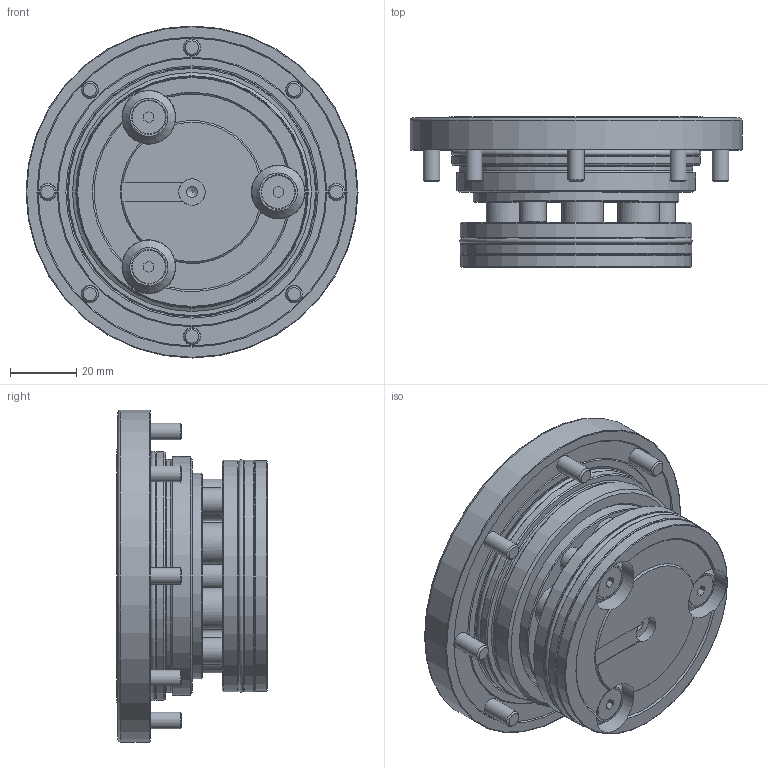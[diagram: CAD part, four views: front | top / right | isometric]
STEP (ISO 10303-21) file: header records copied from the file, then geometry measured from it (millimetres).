
FILE_DESCRIPTION (( 'STEP AP214' ), '1' );
FILE_NAME ('STARK_5000 104_B.STEP', '2022-01-25T10:23:31', ( '' ), ( '' ), 'SwSTEP 2.0', 'SolidWorks 2021', '' );
FILE_SCHEMA (( 'AUTOMOTIVE_DESIGN' ));
Length unit declared in the file: millimetre
Products named in the file (1): STARK_5000 104_B
Bounding box: 100 x 45.3 x 100 mm (x, y, z)
Volume: 174500.6 mm3; surface area: 45584.7 mm2
Topology: 1 solids, 14 shells, 486 faces, 1079 edges, 704 vertices
Faces by surface type: plane 217, cylinder 143, cone 76, torus 50
Full cylindrical faces by diameter (mm): 3.3 x1, 5 x12, 5.2 x15, 5.3 x2, 6.9 x6, 7.05 x6, 8 x4, 8.5 x8, 9 x8, 9.001 x8, 10 x3, 11.5 x3, 12.5 x6, 13.9 x3, 16 x3, 16.2 x3, 32 x1, 32.2 x1, 61.9 x1, 62 x1, 69.3 x1, 69.8 x2, 70.2 x1, 71.8 x2, 72 x1, 75 x1, 100 x1
Entity records: 15325 total; most frequent: CARTESIAN_POINT 2285, DIRECTION 2072, ORIENTED_EDGE 1570, AXIS2_PLACEMENT_3D 892, EDGE_LOOP 823, EDGE_CURVE 785, FACE_OUTER_BOUND 631, VERTEX_POINT 622
